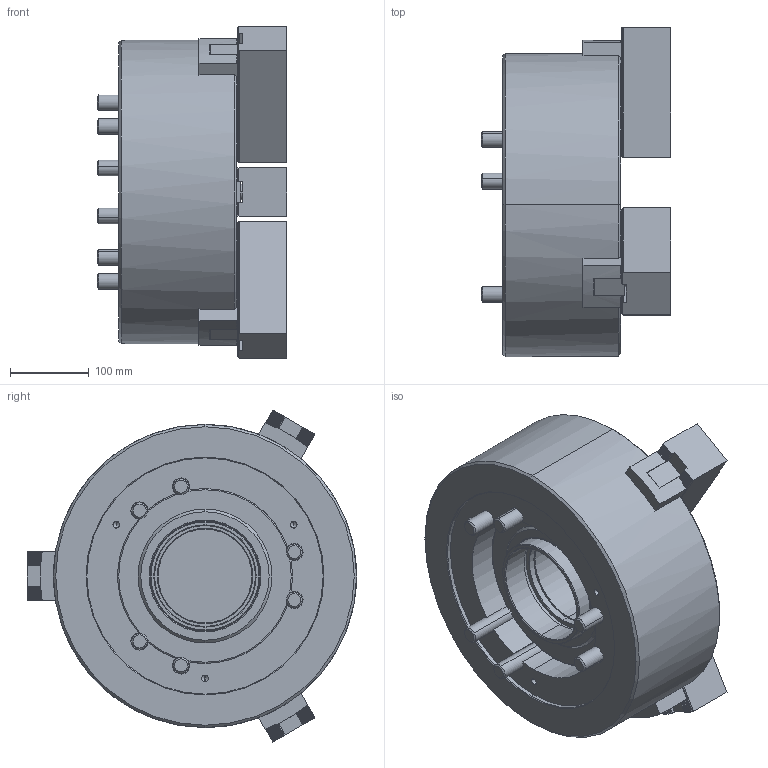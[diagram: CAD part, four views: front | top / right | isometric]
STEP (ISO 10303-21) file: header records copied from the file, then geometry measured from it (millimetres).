
FILE_DESCRIPTION (( 'STEP AP203' ), '1' );
FILE_NAME ('CF-3L-15.STEP', '2021-08-24T01:54:51', ( '' ), ( '' ), 'SwSTEP 2.0', 'SolidWorks 2016', '' );
FILE_SCHEMA (( 'CONFIG_CONTROL_DESIGN' ));
Length unit declared in the file: millimetre
Products named in the file (12): 圓頭內六角螺栓_M20x55; CF-3L-15-01000; 圓頭內六角螺栓_M20x150; CF-3L-15-02000; 圓頭內六角螺栓_M5x12; CF-3L-15-03000; CF-3L-15; CF-3L-15-06000; CF-3L-15-09000; CF-3H-15-08000 ; CF-3H-215-04000(T型塊); SJ-15P
Assembly tree (30 placements, depth 2):
  CF-3L-15
    CF-3L-15-01000
    CF-3L-15-02000
    CF-3L-15-03000  x3
    CF-3L-15-06000
    CF-3L-15-09000
    CF-3H-15-08000 
    CF-3H-215-04000(T型塊)  x3
    SJ-15P  x3
    圓頭內六角螺栓_M20x55  x6
    圓頭內六角螺栓_M20x150  x6
    圓頭內六角螺栓_M5x12  x4
Bounding box: 240.25 x 418 x 421.58 mm (x, y, z)
Volume: 16254901.2 mm3; surface area: 1300997.2 mm2
Topology: 30 solids, 30 shells, 5258 faces, 15223 edges, 10055 vertices
Faces by surface type: plane 3738, cylinder 1346, cone 168, torus 6
Entity records: 61407 total; most frequent: CARTESIAN_POINT 12983, ORIENTED_EDGE 10594, DIRECTION 8707, EDGE_CURVE 5297, LINE 4123, VECTOR 4123, VERTEX_POINT 3504, AXIS2_PLACEMENT_3D 2292
